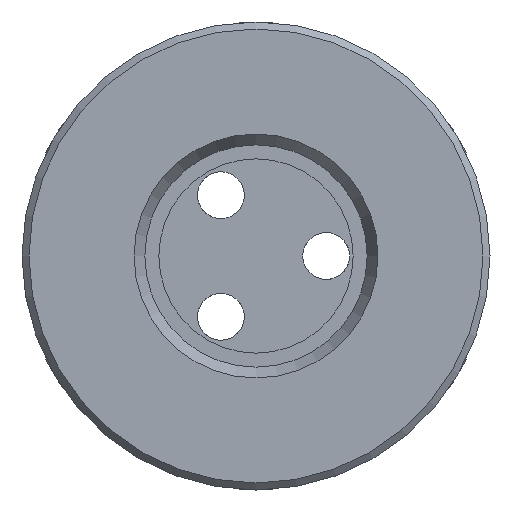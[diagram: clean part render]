
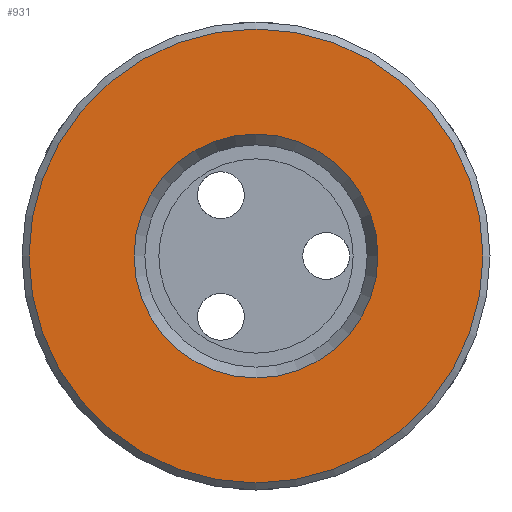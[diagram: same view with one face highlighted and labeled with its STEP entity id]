
A CAD part, front view. The second image highlights one B-rep face of the part: STEP entity #931.
In plain terms, the highlighted planar face has unit normal (0, -1, 0).
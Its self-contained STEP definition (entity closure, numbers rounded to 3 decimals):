
#73=FACE_BOUND('',#200,.T.);
#95=PLANE('',#1056);
#142=FACE_OUTER_BOUND('',#199,.T.);
#199=EDGE_LOOP('',(#824));
#200=EDGE_LOOP('',(#825,#826));
#346=CIRCLE('',#1055,9.7);
#347=CIRCLE('',#1057,5.212);
#348=CIRCLE('',#1058,5.212);
#438=VERTEX_POINT('',#1895);
#439=VERTEX_POINT('',#1899);
#440=VERTEX_POINT('',#1900);
#572=EDGE_CURVE('',#438,#438,#346,.T.);
#574=EDGE_CURVE('',#439,#440,#347,.T.);
#575=EDGE_CURVE('',#440,#439,#348,.T.);
#824=ORIENTED_EDGE('',*,*,#572,.F.);
#825=ORIENTED_EDGE('',*,*,#574,.T.);
#826=ORIENTED_EDGE('',*,*,#575,.T.);
#931=ADVANCED_FACE('',(#142,#73),#95,.T.);
#1055=AXIS2_PLACEMENT_3D('',#1896,#1303,#1304);
#1056=AXIS2_PLACEMENT_3D('',#1898,#1306,#1307);
#1057=AXIS2_PLACEMENT_3D('',#1901,#1308,#1309);
#1058=AXIS2_PLACEMENT_3D('',#1902,#1310,#1311);
#1303=DIRECTION('center_axis',(0.,1.,0.));
#1304=DIRECTION('ref_axis',(-1.,0.,0.));
#1306=DIRECTION('center_axis',(0.,-1.,0.));
#1307=DIRECTION('ref_axis',(0.,0.,-1.));
#1308=DIRECTION('center_axis',(0.,1.,0.));
#1309=DIRECTION('ref_axis',(0.,0.,1.));
#1310=DIRECTION('center_axis',(0.,1.,0.));
#1311=DIRECTION('ref_axis',(0.,0.,1.));
#1895=CARTESIAN_POINT('',(9.7,0.,0.));
#1896=CARTESIAN_POINT('Origin',(0.,0.,
0.));
#1898=CARTESIAN_POINT('Origin',(5.,0.,0.));
#1899=CARTESIAN_POINT('',(0.,0.,5.212));
#1900=CARTESIAN_POINT('',(0.,0.,-5.212));
#1901=CARTESIAN_POINT('Origin',(0.,0.,0.));
#1902=CARTESIAN_POINT('Origin',(0.,0.,0.));
